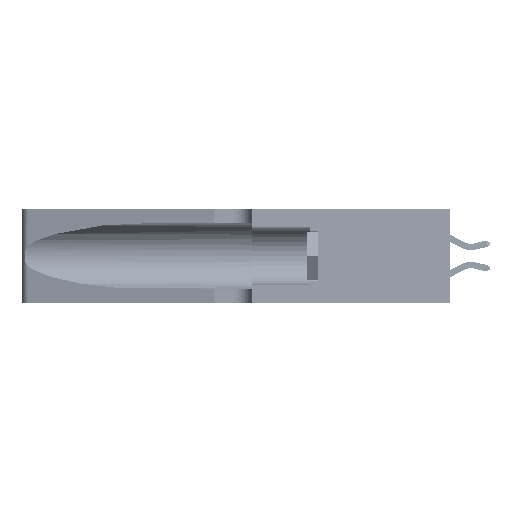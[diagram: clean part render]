
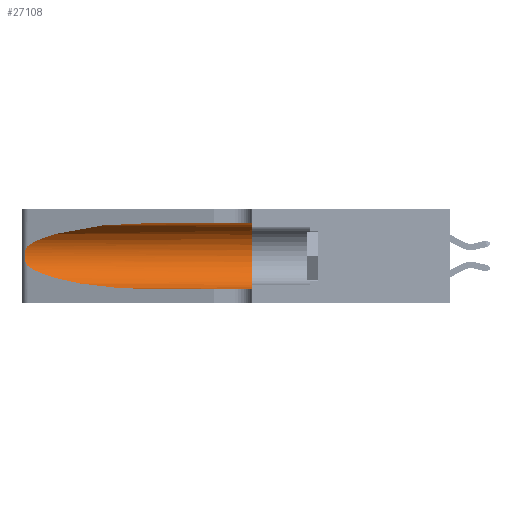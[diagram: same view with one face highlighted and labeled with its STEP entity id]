
A CAD part, left-side view. The second image highlights one B-rep face of the part: STEP entity #27108.
In plain terms, the highlighted cylindrical face has radius 3.308 mm (diameter 6.617 mm), a partial arc.
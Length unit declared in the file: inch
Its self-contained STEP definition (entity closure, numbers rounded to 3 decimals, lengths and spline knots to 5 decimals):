
#813 = CARTESIAN_POINT ( 'NONE',  ( 0.1305, 1.61858, 0.185 ) ) ;
#5397 = EDGE_CURVE ( 'NONE', #13585, #36703, #21662, .T. ) ;
#5868 = CYLINDRICAL_SURFACE ( 'NONE', #14597, 0.13025 ) ;
#6043 = CARTESIAN_POINT ( 'NONE',  ( 0.25487, 1.22718, 0.22369 ) ) ;
#8030 = ORIENTED_EDGE ( 'NONE', *, *, #8052, .T. ) ;
#8052 = EDGE_CURVE ( 'NONE', #47161, #36703, #32602, .T. ) ;
#10701 = CARTESIAN_POINT ( 'NONE',  ( 0.25639, 1.23184, 0.21858 ) ) ;
#10866 = CARTESIAN_POINT ( 'NONE',  ( 0.25555, 1.22994, 0.2215 ) ) ;
#11379 = ORIENTED_EDGE ( 'NONE', *, *, #19359, .T. ) ;
#12639 = CARTESIAN_POINT ( 'NONE',  ( 0.25487, 1.22718, 0.14631 ) ) ;
#12923 = EDGE_LOOP ( 'NONE', ( #18706, #22444, #11379, #8030, #18064, #31501 ) ) ;
#13585 = VERTEX_POINT ( 'NONE', #44714 ) ;
#14307 = DIRECTION ( 'NONE',  ( 0., -1., 0. ) ) ;
#14338 = VERTEX_POINT ( 'NONE', #12639 ) ;
#14597 = AXIS2_PLACEMENT_3D ( 'NONE', #813, #50629, #45955 ) ;
#14829 = CARTESIAN_POINT ( 'NONE',  ( 0.25639, 1.23186, 0.15144 ) ) ;
#15635 = LINE ( 'NONE', #30176, #24615 ) ;
#18064 = ORIENTED_EDGE ( 'NONE', *, *, #5397, .F. ) ;
#18428 = AXIS2_PLACEMENT_3D ( 'NONE', #46678, #49921, #25377 ) ;
#18663 = CARTESIAN_POINT ( 'NONE',  ( 0.1305, 0.72297, 0.05475 ) ) ;
#18706 = ORIENTED_EDGE ( 'NONE', *, *, #51112, .T. ) ;
#19359 = EDGE_CURVE ( 'NONE', #14338, #47161, #31096, .T. ) ;
#19625 = CARTESIAN_POINT ( 'NONE',  ( 0.25854, 1.2359, 0.20912 ) ) ;
#20894 = B_SPLINE_CURVE_WITH_KNOTS ( 'NONE', 3,
 ( #43949, #10866, #10701, #47930, #19625, #47743, #39658, #51851, #27307, #48107, #27837, #14829, #52201, #39486 ),
 .UNSPECIFIED., .F., .F.,
 ( 4, 2, 2, 2, 2, 2, 4 ),
 ( 0., 0.00027, 0.00053, 0.00107, 0.0016, 0.00187, 0.00214 ),
 .UNSPECIFIED. ) ;
#21662 = CIRCLE ( 'NONE', #18428, 0.13025 ) ;
#21948 = CARTESIAN_POINT ( 'NONE',  ( 0.2373, 1.15595, 0.28018 ) ) ;
#22265 = CARTESIAN_POINT ( 'NONE',  ( 0.25487, 1.22718, 0.22369 ) ) ;
#22444 = ORIENTED_EDGE ( 'NONE', *, *, #37830, .T. ) ;
#23229 = CARTESIAN_POINT ( 'NONE',  ( 0.1305, 0.72297, 0.05475 ) ) ;
#24615 = VECTOR ( 'NONE', #26064, 39.37008 ) ;
#25377 = DIRECTION ( 'NONE',  ( 0., 0., 1. ) ) ;
#26064 = DIRECTION ( 'NONE',  ( 0., -1., 0. ) ) ;
#27108 = ADVANCED_FACE ( 'NONE', ( #47472 ), #5868, .F. ) ;
#27307 = CARTESIAN_POINT ( 'NONE',  ( 0.26017, 1.23833, 0.17102 ) ) ;
#27837 = CARTESIAN_POINT ( 'NONE',  ( 0.25789, 1.23486, 0.15765 ) ) ;
#30176 = CARTESIAN_POINT ( 'NONE',  ( 0.1305, 1.61858, 0.31525 ) ) ;
#30642 = CARTESIAN_POINT ( 'NONE',  ( 0.2373, 1.15595, 0.08982 ) ) ;
#31096 =( BOUNDED_CURVE ( )  B_SPLINE_CURVE ( 3, ( #41596, #30642, #50893, #18663 ),
 .UNSPECIFIED., .F., .F. ) 
 B_SPLINE_CURVE_WITH_KNOTS ( ( 4, 4 ),
 ( 3.44316, 4.71239 ),
 .UNSPECIFIED. ) 
 CURVE ( )  GEOMETRIC_REPRESENTATION_ITEM ( )  RATIONAL_B_SPLINE_CURVE ( ( 1., 0.87, 0.87, 1. ) ) 
 REPRESENTATION_ITEM ( '' )  );
#31501 = ORIENTED_EDGE ( 'NONE', *, *, #49547, .F. ) ;
#32602 = LINE ( 'NONE', #38601, #47925 ) ;
#34345 = CARTESIAN_POINT ( 'NONE',  ( 0.1305, 0.72297, 0.31525 ) ) ;
#36703 = VERTEX_POINT ( 'NONE', #45200 ) ;
#37830 = EDGE_CURVE ( 'NONE', #49643, #14338, #20894, .T. ) ;
#38601 = CARTESIAN_POINT ( 'NONE',  ( 0.1305, 1.61858, 0.05475 ) ) ;
#38610 = VERTEX_POINT ( 'NONE', #40677 ) ;
#38619 = CARTESIAN_POINT ( 'NONE',  ( 0.18966, 0.96281, 0.31525 ) ) ;
#39486 = CARTESIAN_POINT ( 'NONE',  ( 0.25487, 1.22718, 0.14631 ) ) ;
#39658 = CARTESIAN_POINT ( 'NONE',  ( 0.26075, 1.23896, 0.19203 ) ) ;
#40677 = CARTESIAN_POINT ( 'NONE',  ( 0.1305, 0.72297, 0.31525 ) ) ;
#41596 = CARTESIAN_POINT ( 'NONE',  ( 0.25487, 1.22718, 0.14631 ) ) ;
#43949 = CARTESIAN_POINT ( 'NONE',  ( 0.25487, 1.22718, 0.22369 ) ) ;
#44714 = CARTESIAN_POINT ( 'NONE',  ( 0.1305, 0.35, 0.31525 ) ) ;
#45200 = CARTESIAN_POINT ( 'NONE',  ( 0.1305, 0.35, 0.05475 ) ) ;
#45955 = DIRECTION ( 'NONE',  ( 0., 0., -1. ) ) ;
#46678 = CARTESIAN_POINT ( 'NONE',  ( 0.1305, 0.35, 0.185 ) ) ;
#47161 = VERTEX_POINT ( 'NONE', #23229 ) ;
#47472 = FACE_OUTER_BOUND ( 'NONE', #12923, .T. ) ;
#47743 = CARTESIAN_POINT ( 'NONE',  ( 0.26018, 1.23835, 0.19895 ) ) ;
#47925 = VECTOR ( 'NONE', #14307, 39.37008 ) ;
#47930 = CARTESIAN_POINT ( 'NONE',  ( 0.25787, 1.23484, 0.2124 ) ) ;
#48107 = CARTESIAN_POINT ( 'NONE',  ( 0.25856, 1.23593, 0.16098 ) ) ;
#49490 =( BOUNDED_CURVE ( )  B_SPLINE_CURVE ( 3, ( #34345, #38619, #21948, #6043 ),
 .UNSPECIFIED., .F., .T. ) 
 B_SPLINE_CURVE_WITH_KNOTS ( ( 4, 4 ),
 ( 1.5708, 2.84003 ),
 .UNSPECIFIED. ) 
 CURVE ( )  GEOMETRIC_REPRESENTATION_ITEM ( )  RATIONAL_B_SPLINE_CURVE ( ( 1., 0.87, 0.87, 1. ) ) 
 REPRESENTATION_ITEM ( '' )  );
#49547 = EDGE_CURVE ( 'NONE', #38610, #13585, #15635, .T. ) ;
#49643 = VERTEX_POINT ( 'NONE', #22265 ) ;
#49921 = DIRECTION ( 'NONE',  ( 0., 1., 0. ) ) ;
#50629 = DIRECTION ( 'NONE',  ( 0., -1., 0. ) ) ;
#50893 = CARTESIAN_POINT ( 'NONE',  ( 0.18966, 0.96281, 0.05475 ) ) ;
#51112 = EDGE_CURVE ( 'NONE', #38610, #49643, #49490, .T. ) ;
#51851 = CARTESIAN_POINT ( 'NONE',  ( 0.26075, 1.23896, 0.178 ) ) ;
#52201 = CARTESIAN_POINT ( 'NONE',  ( 0.25555, 1.22993, 0.14849 ) ) ;
